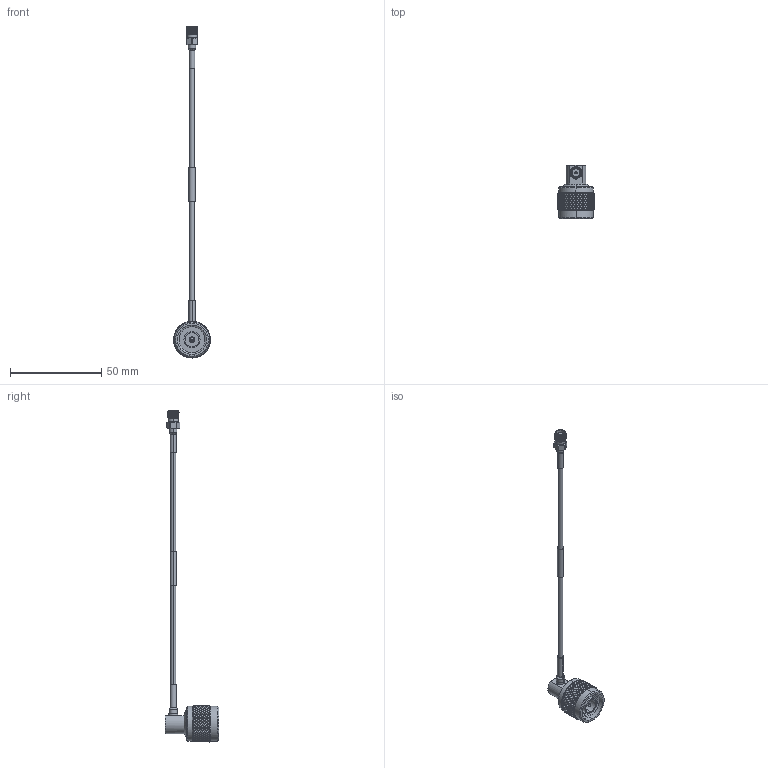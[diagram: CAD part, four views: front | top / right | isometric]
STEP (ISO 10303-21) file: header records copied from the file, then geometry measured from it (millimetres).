
FILE_DESCRIPTION (( 'STEP AP214' ), '1' );
FILE_NAME ('LCCA30614.step', '2020-05-06T20:26:45', ( '' ), ( '' ), 'SwSTEP 2.0', 'SolidWorks 2018', '' );
FILE_SCHEMA (( 'AUTOMOTIVE_DESIGN' ));
Length unit declared in the file: inch
Products named in the file (5):  LCCN3046^LCCA30614_Heat Shrink;  LC085TBJ^LCCA30614; Label^LCCA30614; LCCA30614;  LCCN3052^LCCA30614_Heat shrink
Assembly tree (4 placements, depth 2):
  LCCA30614
     LC085TBJ^LCCA30614
    Label^LCCA30614
     LCCN3052^LCCA30614_Heat shrink
     LCCN3046^LCCA30614_Heat Shrink
Bounding box: 20.07 x 29.15 x 181.88 mm (x, y, z)
Volume: 5152.5 mm3; surface area: 6446.1 mm2
Topology: 4 solids, 6 shells, 2366 faces, 4789 edges, 2447 vertices
Faces by surface type: bspline 1607, cylinder 466, cone 258, plane 31, sphere 2, torus 2
Entity records: 87562 total; most frequent: CARTESIAN_POINT 56111, ORIENTED_EDGE 9578, EDGE_CURVE 4789, DIRECTION 2544, VERTEX_POINT 2447, EDGE_LOOP 2378, ADVANCED_FACE 2366, FACE_OUTER_BOUND 2366
